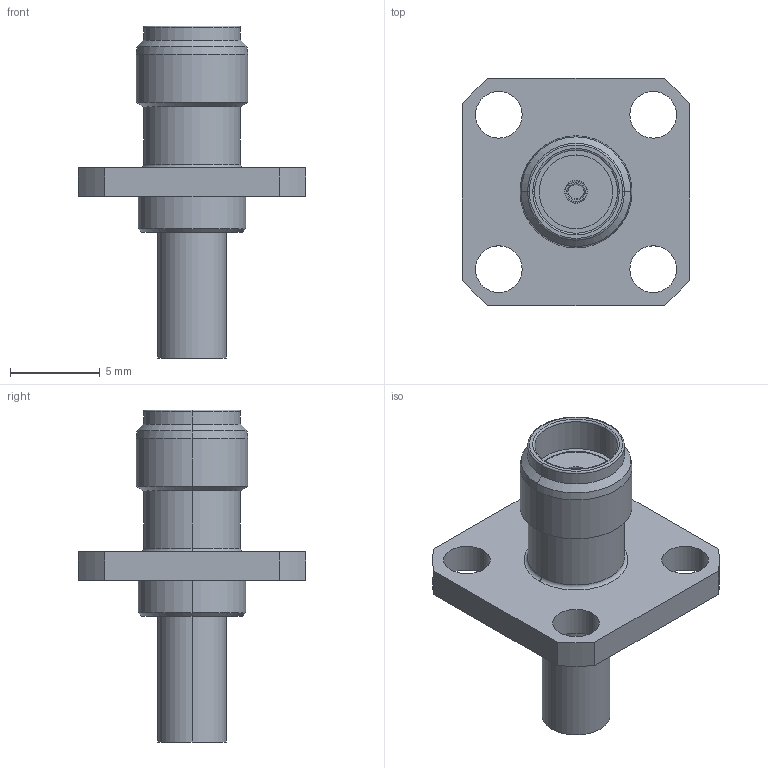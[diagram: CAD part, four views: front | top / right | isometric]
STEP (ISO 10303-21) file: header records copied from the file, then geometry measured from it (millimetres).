
FILE_DESCRIPTION (( 'STEP AP214' ), '1' );
FILE_NAME ('J01151A1011.STEP', '2013-02-05T08:27:06', ( 'Wartung1' ), ( '' ), 'SwSTEP 2.0', 'SolidWorks 2012', '' );
FILE_SCHEMA (( 'AUTOMOTIVE_DESIGN' ));
Length unit declared in the file: millimetre
Products named in the file (1): J01151A1011
Bounding box: 12.7 x 12.7 x 18.5 mm (x, y, z)
Volume: 501 mm3; surface area: 766.6 mm2
Topology: 1 solids, 1 shells, 79 faces, 176 edges, 110 vertices
Faces by surface type: cylinder 38, plane 21, cone 12, torus 8
Entity records: 3098 total; most frequent: DIRECTION 422, CARTESIAN_POINT 390, ORIENTED_EDGE 352, EDGE_CURVE 176, AXIS2_PLACEMENT_3D 174, VERTEX_POINT 110, EDGE_LOOP 98, CIRCLE 94
